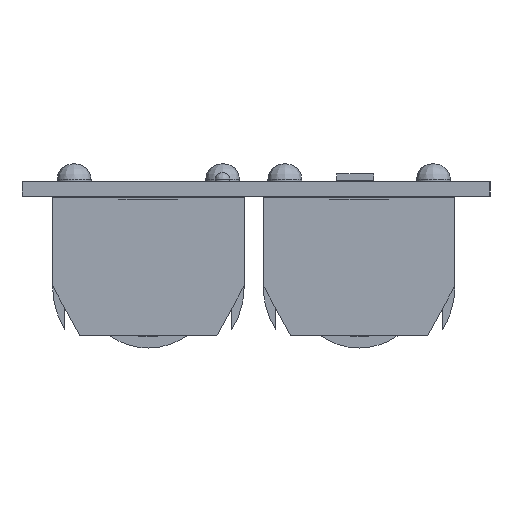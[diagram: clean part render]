
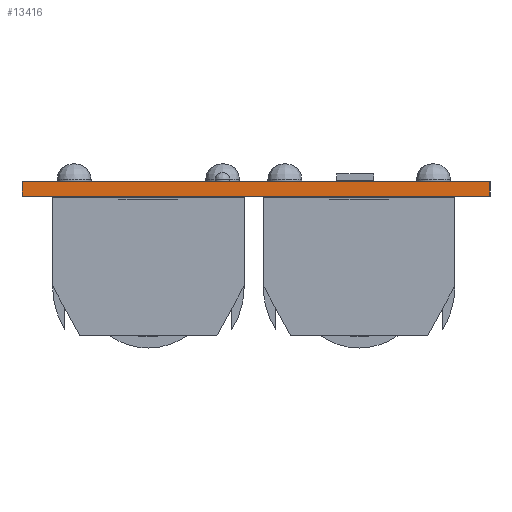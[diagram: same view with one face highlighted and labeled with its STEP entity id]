
A CAD part, left-side view. The second image highlights one B-rep face of the part: STEP entity #13416.
In plain terms, the highlighted planar face has unit normal (-1, 0, 0).
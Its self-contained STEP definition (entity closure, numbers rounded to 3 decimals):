
#13416 = ADVANCED_FACE('',(#13417),#13431,.T.);
#13417 = FACE_BOUND('',#13418,.T.);
#13418 = EDGE_LOOP('',(#13419,#13454,#13482,#13510));
#13419 = ORIENTED_EDGE('',*,*,#13420,.T.);
#13420 = EDGE_CURVE('',#13421,#13423,#13425,.T.);
#13421 = VERTEX_POINT('',#13422);
#13422 = CARTESIAN_POINT('',(15.113,-94.869,0.));
#13423 = VERTEX_POINT('',#13424);
#13424 = CARTESIAN_POINT('',(15.113,-94.869,1.6));
#13425 = SURFACE_CURVE('',#13426,(#13430,#13442),.PCURVE_S1.);
#13426 = LINE('',#13427,#13428);
#13427 = CARTESIAN_POINT('',(15.113,-94.869,0.));
#13428 = VECTOR('',#13429,1.);
#13429 = DIRECTION('',(0.,0.,1.));
#13430 = PCURVE('',#13431,#13436);
#13431 = PLANE('',#13432);
#13432 = AXIS2_PLACEMENT_3D('',#13433,#13434,#13435);
#13433 = CARTESIAN_POINT('',(15.113,-94.869,0.));
#13434 = DIRECTION('',(-1.,0.,0.));
#13435 = DIRECTION('',(0.,1.,0.));
#13436 = DEFINITIONAL_REPRESENTATION('',(#13437),#13441);
#13437 = LINE('',#13438,#13439);
#13438 = CARTESIAN_POINT('',(0.,0.));
#13439 = VECTOR('',#13440,1.);
#13440 = DIRECTION('',(0.,-1.));
#13441 = ( GEOMETRIC_REPRESENTATION_CONTEXT(2) 
PARAMETRIC_REPRESENTATION_CONTEXT() REPRESENTATION_CONTEXT('2D SPACE',''
  ) );
#13442 = PCURVE('',#13443,#13448);
#13443 = PLANE('',#13444);
#13444 = AXIS2_PLACEMENT_3D('',#13445,#13446,#13447);
#13445 = CARTESIAN_POINT('',(108.585,-94.869,0.));
#13446 = DIRECTION('',(0.,-1.,0.));
#13447 = DIRECTION('',(-1.,0.,0.));
#13448 = DEFINITIONAL_REPRESENTATION('',(#13449),#13453);
#13449 = LINE('',#13450,#13451);
#13450 = CARTESIAN_POINT('',(93.472,0.));
#13451 = VECTOR('',#13452,1.);
#13452 = DIRECTION('',(0.,-1.));
#13453 = ( GEOMETRIC_REPRESENTATION_CONTEXT(2) 
PARAMETRIC_REPRESENTATION_CONTEXT() REPRESENTATION_CONTEXT('2D SPACE',''
  ) );
#13454 = ORIENTED_EDGE('',*,*,#13455,.T.);
#13455 = EDGE_CURVE('',#13423,#13456,#13458,.T.);
#13456 = VERTEX_POINT('',#13457);
#13457 = CARTESIAN_POINT('',(15.113,-44.45,1.6));
#13458 = SURFACE_CURVE('',#13459,(#13463,#13470),.PCURVE_S1.);
#13459 = LINE('',#13460,#13461);
#13460 = CARTESIAN_POINT('',(15.113,-94.869,1.6));
#13461 = VECTOR('',#13462,1.);
#13462 = DIRECTION('',(0.,1.,0.));
#13463 = PCURVE('',#13431,#13464);
#13464 = DEFINITIONAL_REPRESENTATION('',(#13465),#13469);
#13465 = LINE('',#13466,#13467);
#13466 = CARTESIAN_POINT('',(0.,-1.6));
#13467 = VECTOR('',#13468,1.);
#13468 = DIRECTION('',(1.,0.));
#13469 = ( GEOMETRIC_REPRESENTATION_CONTEXT(2) 
PARAMETRIC_REPRESENTATION_CONTEXT() REPRESENTATION_CONTEXT('2D SPACE',''
  ) );
#13470 = PCURVE('',#13471,#13476);
#13471 = PLANE('',#13472);
#13472 = AXIS2_PLACEMENT_3D('',#13473,#13474,#13475);
#13473 = CARTESIAN_POINT('',(61.849,-69.66,1.6));
#13474 = DIRECTION('',(-0.,-0.,-1.));
#13475 = DIRECTION('',(-1.,0.,0.));
#13476 = DEFINITIONAL_REPRESENTATION('',(#13477),#13481);
#13477 = LINE('',#13478,#13479);
#13478 = CARTESIAN_POINT('',(46.736,-25.21));
#13479 = VECTOR('',#13480,1.);
#13480 = DIRECTION('',(0.,1.));
#13481 = ( GEOMETRIC_REPRESENTATION_CONTEXT(2) 
PARAMETRIC_REPRESENTATION_CONTEXT() REPRESENTATION_CONTEXT('2D SPACE',''
  ) );
#13482 = ORIENTED_EDGE('',*,*,#13483,.F.);
#13483 = EDGE_CURVE('',#13484,#13456,#13486,.T.);
#13484 = VERTEX_POINT('',#13485);
#13485 = CARTESIAN_POINT('',(15.113,-44.45,0.));
#13486 = SURFACE_CURVE('',#13487,(#13491,#13498),.PCURVE_S1.);
#13487 = LINE('',#13488,#13489);
#13488 = CARTESIAN_POINT('',(15.113,-44.45,0.));
#13489 = VECTOR('',#13490,1.);
#13490 = DIRECTION('',(0.,0.,1.));
#13491 = PCURVE('',#13431,#13492);
#13492 = DEFINITIONAL_REPRESENTATION('',(#13493),#13497);
#13493 = LINE('',#13494,#13495);
#13494 = CARTESIAN_POINT('',(50.419,0.));
#13495 = VECTOR('',#13496,1.);
#13496 = DIRECTION('',(0.,-1.));
#13497 = ( GEOMETRIC_REPRESENTATION_CONTEXT(2) 
PARAMETRIC_REPRESENTATION_CONTEXT() REPRESENTATION_CONTEXT('2D SPACE',''
  ) );
#13498 = PCURVE('',#13499,#13504);
#13499 = PLANE('',#13500);
#13500 = AXIS2_PLACEMENT_3D('',#13501,#13502,#13503);
#13501 = CARTESIAN_POINT('',(15.113,-44.45,0.));
#13502 = DIRECTION('',(0.,1.,0.));
#13503 = DIRECTION('',(1.,0.,0.));
#13504 = DEFINITIONAL_REPRESENTATION('',(#13505),#13509);
#13505 = LINE('',#13506,#13507);
#13506 = CARTESIAN_POINT('',(0.,0.));
#13507 = VECTOR('',#13508,1.);
#13508 = DIRECTION('',(0.,-1.));
#13509 = ( GEOMETRIC_REPRESENTATION_CONTEXT(2) 
PARAMETRIC_REPRESENTATION_CONTEXT() REPRESENTATION_CONTEXT('2D SPACE',''
  ) );
#13510 = ORIENTED_EDGE('',*,*,#13511,.F.);
#13511 = EDGE_CURVE('',#13421,#13484,#13512,.T.);
#13512 = SURFACE_CURVE('',#13513,(#13517,#13524),.PCURVE_S1.);
#13513 = LINE('',#13514,#13515);
#13514 = CARTESIAN_POINT('',(15.113,-94.869,0.));
#13515 = VECTOR('',#13516,1.);
#13516 = DIRECTION('',(0.,1.,0.));
#13517 = PCURVE('',#13431,#13518);
#13518 = DEFINITIONAL_REPRESENTATION('',(#13519),#13523);
#13519 = LINE('',#13520,#13521);
#13520 = CARTESIAN_POINT('',(0.,0.));
#13521 = VECTOR('',#13522,1.);
#13522 = DIRECTION('',(1.,0.));
#13523 = ( GEOMETRIC_REPRESENTATION_CONTEXT(2) 
PARAMETRIC_REPRESENTATION_CONTEXT() REPRESENTATION_CONTEXT('2D SPACE',''
  ) );
#13524 = PCURVE('',#13525,#13530);
#13525 = PLANE('',#13526);
#13526 = AXIS2_PLACEMENT_3D('',#13527,#13528,#13529);
#13527 = CARTESIAN_POINT('',(61.849,-69.66,0.));
#13528 = DIRECTION('',(-0.,-0.,-1.));
#13529 = DIRECTION('',(-1.,0.,0.));
#13530 = DEFINITIONAL_REPRESENTATION('',(#13531),#13535);
#13531 = LINE('',#13532,#13533);
#13532 = CARTESIAN_POINT('',(46.736,-25.21));
#13533 = VECTOR('',#13534,1.);
#13534 = DIRECTION('',(0.,1.));
#13535 = ( GEOMETRIC_REPRESENTATION_CONTEXT(2) 
PARAMETRIC_REPRESENTATION_CONTEXT() REPRESENTATION_CONTEXT('2D SPACE',''
  ) );
